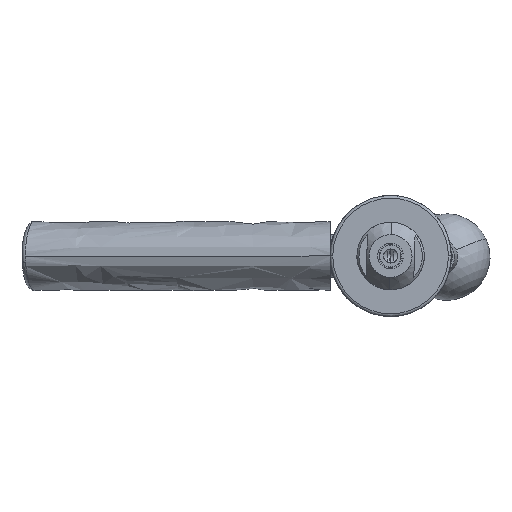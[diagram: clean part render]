
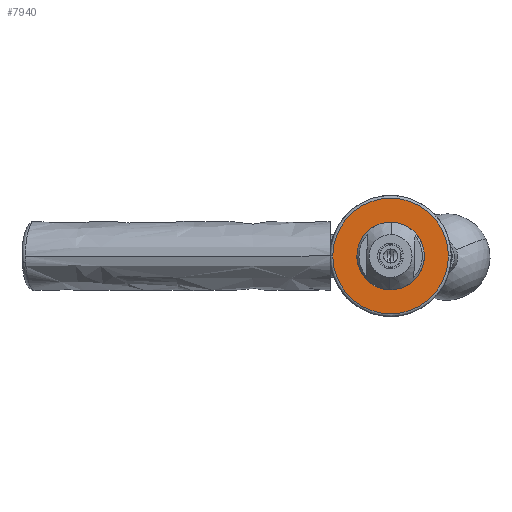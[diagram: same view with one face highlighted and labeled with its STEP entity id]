
A CAD part, left-side view. The second image highlights one B-rep face of the part: STEP entity #7940.
In plain terms, the highlighted planar face has unit normal (-1, 0, 0).
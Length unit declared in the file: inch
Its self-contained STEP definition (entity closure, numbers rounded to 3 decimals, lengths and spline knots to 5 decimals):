
#823 = VERTEX_POINT ( 'NONE', #12954 ) ;
#831 = CARTESIAN_POINT ( 'NONE',  ( -3.907, 0.835, 0. ) ) ;
#1082 = CARTESIAN_POINT ( 'NONE',  ( -3.907, 0., 0. ) ) ;
#1106 = ORIENTED_EDGE ( 'NONE', *, *, #7340, .F. ) ;
#3141 = EDGE_LOOP ( 'NONE', ( #9230, #1106 ) ) ;
#3282 = CIRCLE ( 'NONE', #4303, 0.1985 ) ;
#3508 = VERTEX_POINT ( 'NONE', #7884 ) ;
#4025 = DIRECTION ( 'NONE',  ( -1., 0., 0. ) ) ;
#4303 = AXIS2_PLACEMENT_3D ( 'NONE', #12884, #14233, #6845 ) ;
#5191 = CARTESIAN_POINT ( 'NONE',  ( -3.907, 0., 0. ) ) ;
#5982 = ORIENTED_EDGE ( 'NONE', *, *, #6688, .T. ) ;
#6688 = EDGE_CURVE ( 'NONE', #823, #15696, #8823, .T. ) ;
#6845 = DIRECTION ( 'NONE',  ( 0., 0., -1. ) ) ;
#6855 = DIRECTION ( 'NONE',  ( -1., 0., 0. ) ) ;
#7322 = AXIS2_PLACEMENT_3D ( 'NONE', #11414, #7818, #14968 ) ;
#7340 = EDGE_CURVE ( 'NONE', #14872, #3508, #15523, .T. ) ;
#7818 = DIRECTION ( 'NONE',  ( -1., 0., 0. ) ) ;
#7884 = CARTESIAN_POINT ( 'NONE',  ( -3.907, 0., -0.1985 ) ) ;
#7940 = ADVANCED_FACE ( 'NONE', ( #14235, #8191 ), #11690, .F. ) ;
#8191 = FACE_OUTER_BOUND ( 'NONE', #9929, .T. ) ;
#8422 = DIRECTION ( 'NONE',  ( 0., -1., 0. ) ) ;
#8823 = CIRCLE ( 'NONE', #7322, 0.835 ) ;
#8976 = EDGE_CURVE ( 'NONE', #15696, #823, #14517, .T. ) ;
#9230 = ORIENTED_EDGE ( 'NONE', *, *, #11410, .F. ) ;
#9401 = DIRECTION ( 'NONE',  ( 0., -1., 0. ) ) ;
#9929 = EDGE_LOOP ( 'NONE', ( #5982, #12233 ) ) ;
#10208 = DIRECTION ( 'NONE',  ( 0., 0., -1. ) ) ;
#10977 = DIRECTION ( 'NONE',  ( 1., 0., 0. ) ) ;
#11201 = AXIS2_PLACEMENT_3D ( 'NONE', #5191, #4025, #10208 ) ;
#11410 = EDGE_CURVE ( 'NONE', #3508, #14872, #3282, .T. ) ;
#11414 = CARTESIAN_POINT ( 'NONE',  ( -3.907, 0., 0. ) ) ;
#11690 = PLANE ( 'NONE',  #13770 ) ;
#12233 = ORIENTED_EDGE ( 'NONE', *, *, #8976, .T. ) ;
#12754 = AXIS2_PLACEMENT_3D ( 'NONE', #1082, #6855, #9401 ) ;
#12884 = CARTESIAN_POINT ( 'NONE',  ( -3.907, 0., 0. ) ) ;
#12954 = CARTESIAN_POINT ( 'NONE',  ( -3.907, -0.835, 0. ) ) ;
#13770 = AXIS2_PLACEMENT_3D ( 'NONE', #15667, #10977, #8422 ) ;
#14233 = DIRECTION ( 'NONE',  ( -1., 0., 0. ) ) ;
#14235 = FACE_BOUND ( 'NONE', #3141, .T. ) ;
#14517 = CIRCLE ( 'NONE', #12754, 0.835 ) ;
#14872 = VERTEX_POINT ( 'NONE', #15319 ) ;
#14968 = DIRECTION ( 'NONE',  ( 0., -1., 0. ) ) ;
#15319 = CARTESIAN_POINT ( 'NONE',  ( -3.907, 0., 0.1985 ) ) ;
#15523 = CIRCLE ( 'NONE', #11201, 0.1985 ) ;
#15667 = CARTESIAN_POINT ( 'NONE',  ( -3.907, -0.875, 0. ) ) ;
#15696 = VERTEX_POINT ( 'NONE', #831 ) ;
